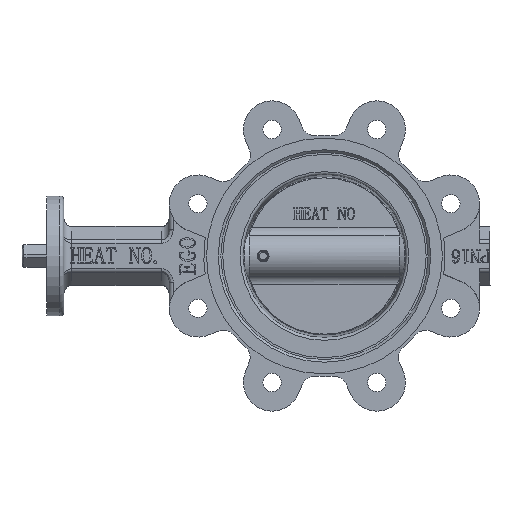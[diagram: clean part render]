
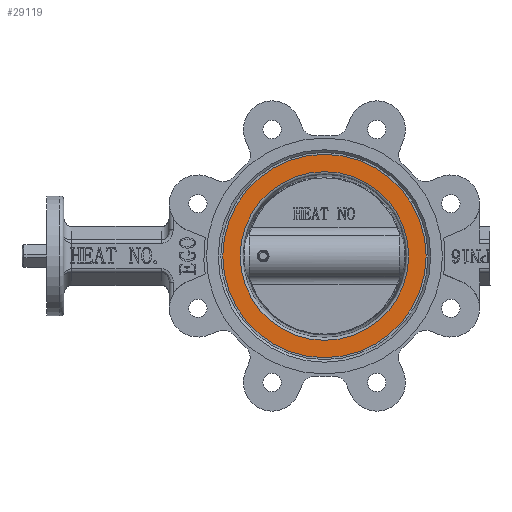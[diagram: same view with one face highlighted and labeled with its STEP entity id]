
A CAD part, left-side view. The second image highlights one B-rep face of the part: STEP entity #29119.
In plain terms, the highlighted planar face has unit normal (-1, 0, 0).
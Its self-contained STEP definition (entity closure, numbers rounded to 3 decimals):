
#6244=FACE_BOUND('',#8420,.T.);
#6447=PLANE('',#30500);
#7190=FACE_OUTER_BOUND('',#8419,.T.);
#8419=EDGE_LOOP('',(#19794,#19795));
#8420=EDGE_LOOP('',(#19796,#19797));
#9855=CIRCLE('',#30498,78.);
#9856=CIRCLE('',#30499,78.);
#9857=CIRCLE('',#30501,64.654);
#9858=CIRCLE('',#30502,64.654);
#11569=VERTEX_POINT('',#37017);
#11570=VERTEX_POINT('',#37019);
#11571=VERTEX_POINT('',#37023);
#11572=VERTEX_POINT('',#37024);
#15153=EDGE_CURVE('',#11569,#11570,#9855,.T.);
#15154=EDGE_CURVE('',#11570,#11569,#9856,.T.);
#15155=EDGE_CURVE('',#11571,#11572,#9857,.T.);
#15156=EDGE_CURVE('',#11572,#11571,#9858,.T.);
#19794=ORIENTED_EDGE('',*,*,#15154,.F.);
#19795=ORIENTED_EDGE('',*,*,#15153,.F.);
#19796=ORIENTED_EDGE('',*,*,#15155,.T.);
#19797=ORIENTED_EDGE('',*,*,#15156,.T.);
#29119=ADVANCED_FACE('',(#7190,#6244),#6447,.T.);
#30498=AXIS2_PLACEMENT_3D('',#37020,#31727,#31728);
#30499=AXIS2_PLACEMENT_3D('',#37021,#31729,#31730);
#30500=AXIS2_PLACEMENT_3D('',#37022,#31731,#31732);
#30501=AXIS2_PLACEMENT_3D('',#37025,#31733,#31734);
#30502=AXIS2_PLACEMENT_3D('',#37026,#31735,#31736);
#31727=DIRECTION('center_axis',(1.,0.,0.));
#31728=DIRECTION('ref_axis',(0.,0.,-1.));
#31729=DIRECTION('center_axis',(1.,0.,0.));
#31730=DIRECTION('ref_axis',(0.,0.,-1.));
#31731=DIRECTION('center_axis',(-1.,0.,0.));
#31732=DIRECTION('ref_axis',(0.,0.,1.));
#31733=DIRECTION('center_axis',(1.,0.,0.));
#31734=DIRECTION('ref_axis',(0.,0.,-1.));
#31735=DIRECTION('center_axis',(1.,0.,0.));
#31736=DIRECTION('ref_axis',(0.,0.,-1.));
#37017=CARTESIAN_POINT('',(-28.5,0.,78.));
#37019=CARTESIAN_POINT('',(-28.5,0.,-78.));
#37020=CARTESIAN_POINT('Origin',(-28.5,0.,0.));
#37021=CARTESIAN_POINT('Origin',(-28.5,0.,0.));
#37022=CARTESIAN_POINT('Origin',(-28.5,78.,0.));
#37023=CARTESIAN_POINT('',(-28.5,0.,-64.654));
#37024=CARTESIAN_POINT('',(-28.5,0.,64.654));
#37025=CARTESIAN_POINT('Origin',(-28.5,0.,0.));
#37026=CARTESIAN_POINT('Origin',(-28.5,0.,0.));
